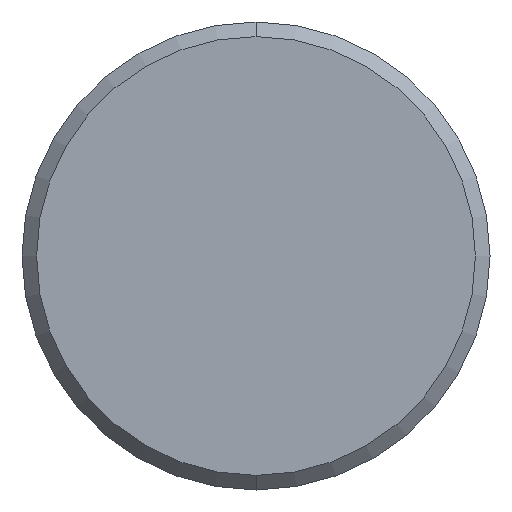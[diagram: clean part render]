
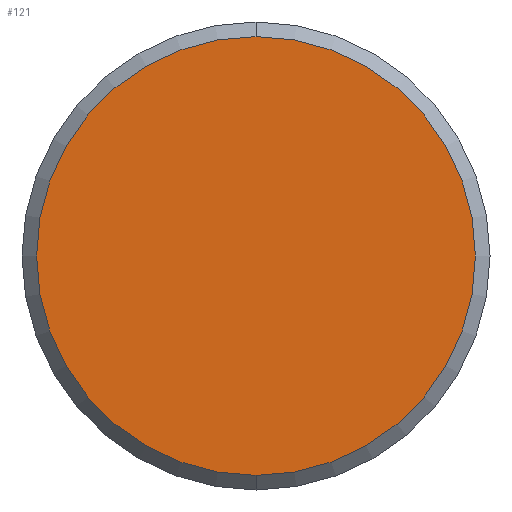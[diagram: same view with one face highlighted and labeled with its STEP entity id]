
A CAD part, front view. The second image highlights one B-rep face of the part: STEP entity #121.
In plain terms, the highlighted planar face has unit normal (0, -1, 0).
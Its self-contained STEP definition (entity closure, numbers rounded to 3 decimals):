
#3 = CARTESIAN_POINT ( 'NONE',  ( 0., 0., 0. ) ) ;
#6 = EDGE_CURVE ( 'NONE', #228, #187, #236, .T. ) ;
#12 = EDGE_CURVE ( 'NONE', #187, #228, #69, .T. ) ;
#29 = CARTESIAN_POINT ( 'NONE',  ( 0., 0., 7.5 ) ) ;
#30 = EDGE_LOOP ( 'NONE', ( #173, #157 ) ) ;
#38 = CARTESIAN_POINT ( 'NONE',  ( 0., 0., 0. ) ) ;
#42 = PLANE ( 'NONE',  #104 ) ;
#43 = CARTESIAN_POINT ( 'NONE',  ( 0., 0., 0. ) ) ;
#54 = DIRECTION ( 'NONE',  ( 0., -1., 0. ) ) ;
#57 = FACE_OUTER_BOUND ( 'NONE', #30, .T. ) ;
#69 = CIRCLE ( 'NONE', #214, 7.5 ) ;
#90 = AXIS2_PLACEMENT_3D ( 'NONE', #38, #107, #163 ) ;
#104 = AXIS2_PLACEMENT_3D ( 'NONE', #43, #127, #165 ) ;
#107 = DIRECTION ( 'NONE',  ( 0., -1., 0. ) ) ;
#121 = ADVANCED_FACE ( 'NONE', ( #57 ), #42, .F. ) ;
#127 = DIRECTION ( 'NONE',  ( 0., 1., 0. ) ) ;
#157 = ORIENTED_EDGE ( 'NONE', *, *, #6, .T. ) ;
#163 = DIRECTION ( 'NONE',  ( 0., 0., 1. ) ) ;
#165 = DIRECTION ( 'NONE',  ( 0., 0., 1. ) ) ;
#173 = ORIENTED_EDGE ( 'NONE', *, *, #12, .T. ) ;
#187 = VERTEX_POINT ( 'NONE', #29 ) ;
#205 = CARTESIAN_POINT ( 'NONE',  ( 0., 0., -7.5 ) ) ;
#214 = AXIS2_PLACEMENT_3D ( 'NONE', #3, #54, #239 ) ;
#228 = VERTEX_POINT ( 'NONE', #205 ) ;
#236 = CIRCLE ( 'NONE', #90, 7.5 ) ;
#239 = DIRECTION ( 'NONE',  ( 0., 0., 1. ) ) ;
